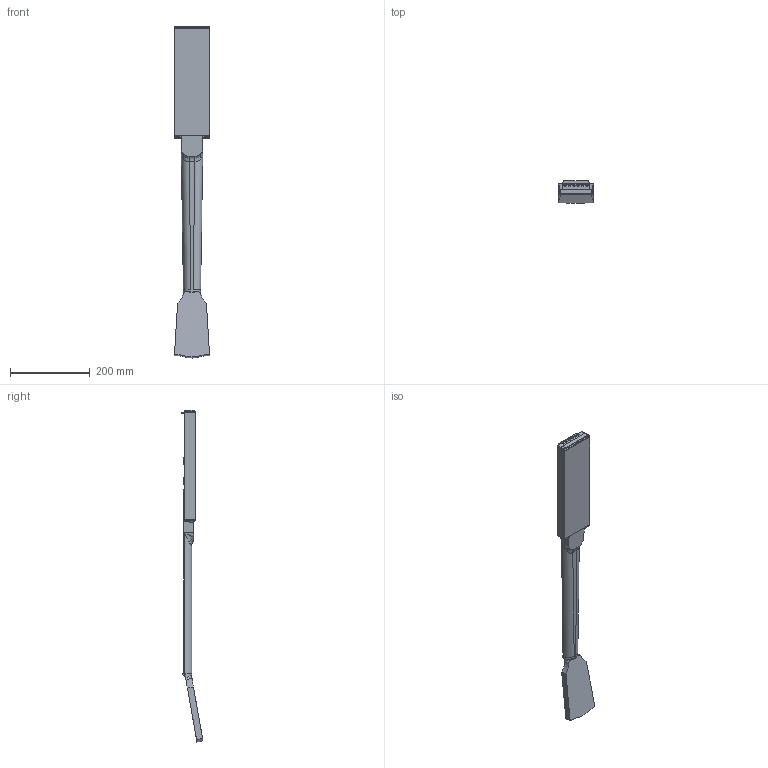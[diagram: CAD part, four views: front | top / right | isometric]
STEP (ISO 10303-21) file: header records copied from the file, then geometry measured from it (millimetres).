
FILE_DESCRIPTION(/* description */ (''),/* implementation_level */ '2;1');
FILE_NAME(/* name */ '473354e4-8c97-4101-906f-872302a011ef.stp',/* time_stamp */ '2019-05-23T15:03:04-04:00',/* author */ ('akumpf'),/* organization */ (''),/* preprocessor_version */ 'ST-DEVELOPER v18',/* originating_system */ 'Autodesk Translation Framework v8.2.0.1029',/* authorisation */ '');
FILE_SCHEMA (('AUTOMOTIVE_DESIGN { 1 0 10303 214 3 1 1 }'));
Length unit declared in the file: millimetre
Products named in the file (12): MW-MaxSusGuitar; Kmise22FretNeck_24.72in; Bridge65mmHardtail; Frame3.5x0.125in; BridgeRiser; AlnicoV_SSS_PickupSet_48-52mm; TopNeckAL; TopBridgeA; TopNeckAR; DualPickupTop; BridgeTemplateB; NeckTemplateB
Assembly tree (12 placements, depth 2):
  MW-MaxSusGuitar
    Kmise22FretNeck_24.72in
    Bridge65mmHardtail
    Frame3.5x0.125in
    BridgeRiser
    AlnicoV_SSS_PickupSet_48-52mm  x2
    TopNeckAL
    TopBridgeA
    TopNeckAR
    DualPickupTop
    BridgeTemplateB
    NeckTemplateB
Bounding box: 88.9 x 55.02 x 830.74 mm (x, y, z)
Volume: 1040738.7 mm3; surface area: 308245.3 mm2
Topology: 22 solids, 22 shells, 672 faces, 1747 edges, 1105 vertices
Faces by surface type: plane 389, cylinder 181, cone 84, bspline 16, torus 2
Full cylindrical faces by diameter (mm): 2 x9, 2.794 x3, 3 x4, 3.175 x8, 3.302 x2, 9.525 x1, 45 x1
Entity records: 20699 total; most frequent: CARTESIAN_POINT 4019, DIRECTION 3409, ORIENTED_EDGE 3382, EDGE_CURVE 1691, LINE 1187, VECTOR 1187, AXIS2_PLACEMENT_3D 1111, VERTEX_POINT 1069
